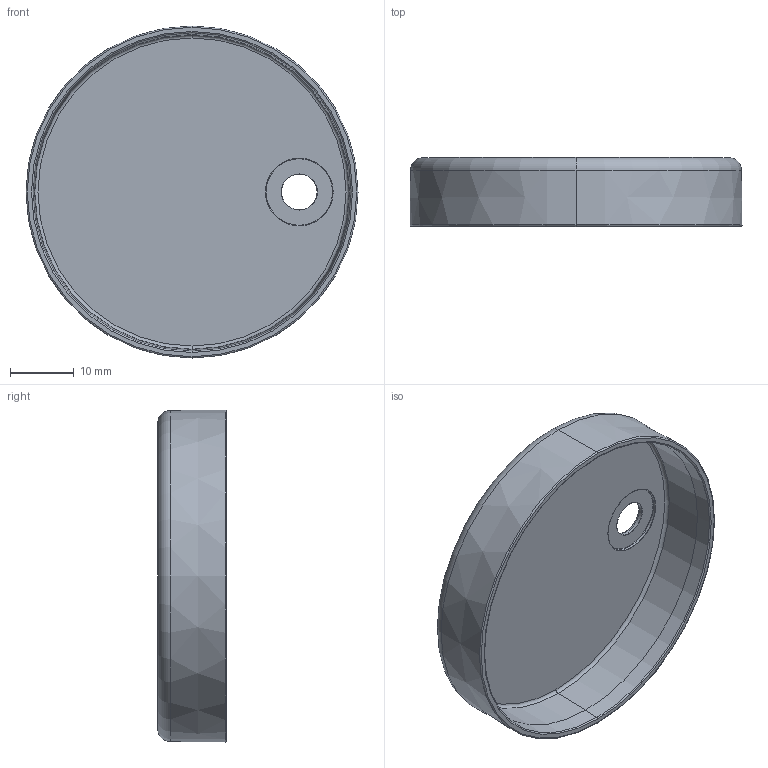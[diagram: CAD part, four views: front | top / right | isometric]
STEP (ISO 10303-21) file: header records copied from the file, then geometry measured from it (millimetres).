
FILE_DESCRIPTION (( 'STEP AP203' ), '1' );
FILE_NAME ('Lid.STEP', '2018-01-20T01:06:04', ( 'Fastdrawing' ), ( '' ), 'SwSTEP 2.0', 'SolidWorks 2016', '' );
FILE_SCHEMA (( 'CONFIG_CONTROL_DESIGN' ));
Length unit declared in the file: millimetre
Products named in the file (1): Lid
Bounding box: 51.99 x 10.75 x 51.99 mm (x, y, z)
Volume: 4788.3 mm3; surface area: 7152.5 mm2
Topology: 1 solids, 1 shells, 30 faces, 60 edges, 34 vertices
Faces by surface type: torus 16, cone 6, cylinder 4, plane 4
Entity records: 871 total; most frequent: DIRECTION 172, CARTESIAN_POINT 125, ORIENTED_EDGE 120, AXIS2_PLACEMENT_3D 81, EDGE_CURVE 60, CIRCLE 50, EDGE_LOOP 34, VERTEX_POINT 34
